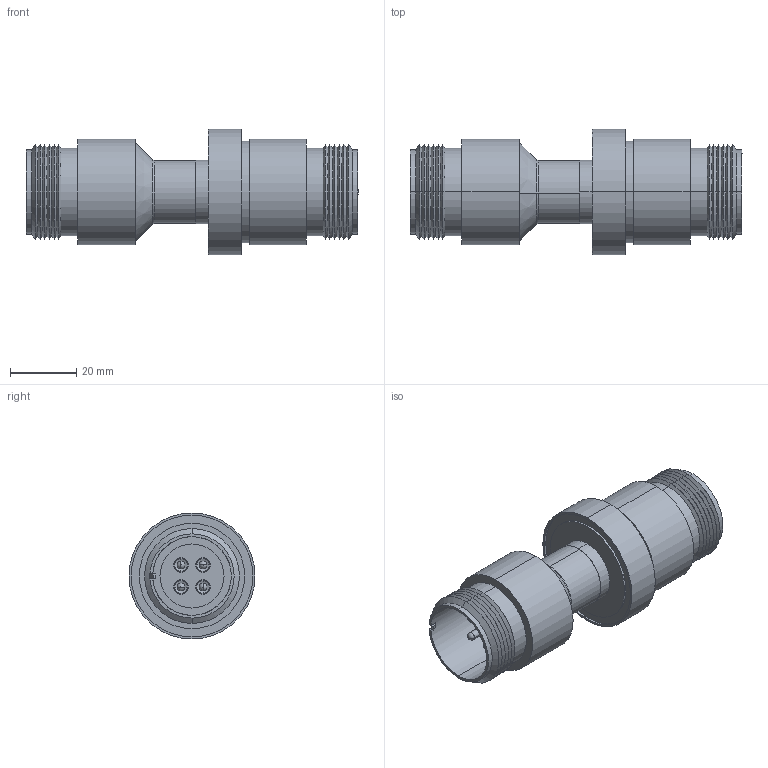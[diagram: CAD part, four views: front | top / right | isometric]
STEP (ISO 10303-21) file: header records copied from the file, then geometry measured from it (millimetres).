
FILE_DESCRIPTION (( 'STEP AP203' ), '1' );
FILE_NAME ('A15561-1-W.STEP', '2016-08-10T18:47:31', ( '' ), ( '' ), 'SwSTEP 2.0', 'SolidWorks 2016', '' );
FILE_SCHEMA (( 'CONFIG_CONTROL_DESIGN' ));
Length unit declared in the file: inch
Products named in the file (1): A15561-1-W
Bounding box: 100.07 x 37.97 x 37.97 mm (x, y, z)
Volume: 32457 mm3; surface area: 24791.2 mm2
Topology: 1 solids, 2 shells, 335 faces, 704 edges, 432 vertices
Faces by surface type: cylinder 160, plane 83, cone 72, torus 20
Entity records: 9117 total; most frequent: DIRECTION 1782, CARTESIAN_POINT 1508, ORIENTED_EDGE 1408, AXIS2_PLACEMENT_3D 754, EDGE_CURVE 704, VERTEX_POINT 432, CIRCLE 418, EDGE_LOOP 402
